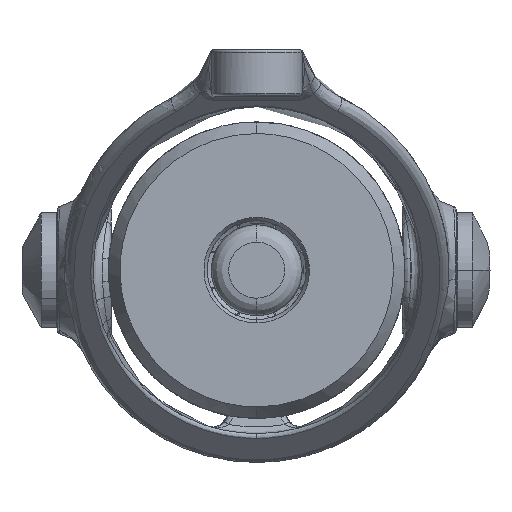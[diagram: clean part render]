
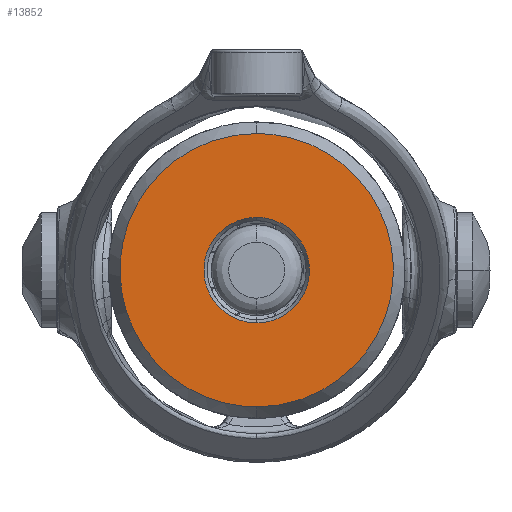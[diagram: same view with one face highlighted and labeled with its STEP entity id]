
A CAD part, front view. The second image highlights one B-rep face of the part: STEP entity #13852.
In plain terms, the highlighted free-form (B-spline) face has degree [1, 1] with [2, 2] control points.
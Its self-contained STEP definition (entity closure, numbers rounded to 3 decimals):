
#12837 = VERTEX_POINT('',#12838);
#12838 = CARTESIAN_POINT('',(0.,0.,-5.815));
#12843 = EDGE_CURVE('',#12837,#12844,#12846,.T.);
#12844 = VERTEX_POINT('',#12845);
#12845 = CARTESIAN_POINT('',(0.,0.,5.815));
#12846 = ( BOUNDED_CURVE() B_SPLINE_CURVE(2,(#12847,#12848,#12849,#12850
,#12851),.UNSPECIFIED.,.F.,.F.) B_SPLINE_CURVE_WITH_KNOTS((3,2,3),(
    3.142,4.712,6.283),
.PIECEWISE_BEZIER_KNOTS.) CURVE() GEOMETRIC_REPRESENTATION_ITEM() 
RATIONAL_B_SPLINE_CURVE((1.,0.707,1.,0.707,1.)) 
REPRESENTATION_ITEM('') );
#12847 = CARTESIAN_POINT('',(0.,0.,-5.815));
#12848 = CARTESIAN_POINT('',(-5.815,0.,-5.815));
#12849 = CARTESIAN_POINT('',(-5.815,0.,0.));
#12850 = CARTESIAN_POINT('',(-5.815,0.,5.815));
#12851 = CARTESIAN_POINT('',(0.,0.,5.815));
#13033 = EDGE_CURVE('',#13034,#13036,#13038,.T.);
#13034 = VERTEX_POINT('',#13035);
#13035 = CARTESIAN_POINT('',(0.,0.,-15.053));
#13036 = VERTEX_POINT('',#13037);
#13037 = CARTESIAN_POINT('',(0.,0.,15.053));
#13038 = ( BOUNDED_CURVE() B_SPLINE_CURVE(2,(#13039,#13040,#13041,#13042
,#13043),.UNSPECIFIED.,.F.,.F.) B_SPLINE_CURVE_WITH_KNOTS((3,2,3),(
    3.142,4.712,6.283),
.PIECEWISE_BEZIER_KNOTS.) CURVE() GEOMETRIC_REPRESENTATION_ITEM() 
RATIONAL_B_SPLINE_CURVE((1.,0.707,1.,0.707,1.)) 
REPRESENTATION_ITEM('') );
#13039 = CARTESIAN_POINT('',(0.,0.,-15.053));
#13040 = CARTESIAN_POINT('',(15.053,0.,-15.053));
#13041 = CARTESIAN_POINT('',(15.053,0.,0.));
#13042 = CARTESIAN_POINT('',(15.053,0.,15.053));
#13043 = CARTESIAN_POINT('',(0.,0.,15.053));
#13852 = ADVANCED_FACE('',(#13853,#13864),#13875,.F.);
#13853 = FACE_BOUND('',#13854,.T.);
#13854 = EDGE_LOOP('',(#13855,#13856));
#13855 = ORIENTED_EDGE('',*,*,#12843,.T.);
#13856 = ORIENTED_EDGE('',*,*,#13857,.T.);
#13857 = EDGE_CURVE('',#12844,#12837,#13858,.T.);
#13858 = ( BOUNDED_CURVE() B_SPLINE_CURVE(2,(#13859,#13860,#13861,#13862
,#13863),.UNSPECIFIED.,.F.,.F.) B_SPLINE_CURVE_WITH_KNOTS((3,2,3),(0.,
1.571,3.142),.PIECEWISE_BEZIER_KNOTS.) CURVE() 
GEOMETRIC_REPRESENTATION_ITEM() RATIONAL_B_SPLINE_CURVE((1.,
0.707,1.,0.707,1.)) REPRESENTATION_ITEM('') );
#13859 = CARTESIAN_POINT('',(0.,0.,5.815));
#13860 = CARTESIAN_POINT('',(5.815,0.,5.815));
#13861 = CARTESIAN_POINT('',(5.815,0.,0.));
#13862 = CARTESIAN_POINT('',(5.815,0.,-5.815));
#13863 = CARTESIAN_POINT('',(0.,0.,-5.815));
#13864 = FACE_BOUND('',#13865,.T.);
#13865 = EDGE_LOOP('',(#13866,#13874));
#13866 = ORIENTED_EDGE('',*,*,#13867,.T.);
#13867 = EDGE_CURVE('',#13036,#13034,#13868,.T.);
#13868 = ( BOUNDED_CURVE() B_SPLINE_CURVE(2,(#13869,#13870,#13871,#13872
,#13873),.UNSPECIFIED.,.F.,.F.) B_SPLINE_CURVE_WITH_KNOTS((3,2,3),(0.,
1.571,3.142),.PIECEWISE_BEZIER_KNOTS.) CURVE() 
GEOMETRIC_REPRESENTATION_ITEM() RATIONAL_B_SPLINE_CURVE((1.,
0.707,1.,0.707,1.)) REPRESENTATION_ITEM('') );
#13869 = CARTESIAN_POINT('',(0.,0.,15.053));
#13870 = CARTESIAN_POINT('',(-15.053,0.,15.053));
#13871 = CARTESIAN_POINT('',(-15.053,0.,0.));
#13872 = CARTESIAN_POINT('',(-15.053,0.,-15.053));
#13873 = CARTESIAN_POINT('',(0.,0.,-15.053));
#13874 = ORIENTED_EDGE('',*,*,#13033,.T.);
#13875 = B_SPLINE_SURFACE_WITH_KNOTS('',1,1,(
    (#13876,#13877)
    ,(#13878,#13879
    )),.UNSPECIFIED.,.F.,.F.,.F.,(2,2),(2,2),(-11.938,11.938),(-11.938,
    11.938),.PIECEWISE_BEZIER_KNOTS.);
#13876 = CARTESIAN_POINT('',(-15.053,0.,-15.053));
#13877 = CARTESIAN_POINT('',(15.053,0.,-15.053));
#13878 = CARTESIAN_POINT('',(-15.053,0.,15.053));
#13879 = CARTESIAN_POINT('',(15.053,0.,15.053));
